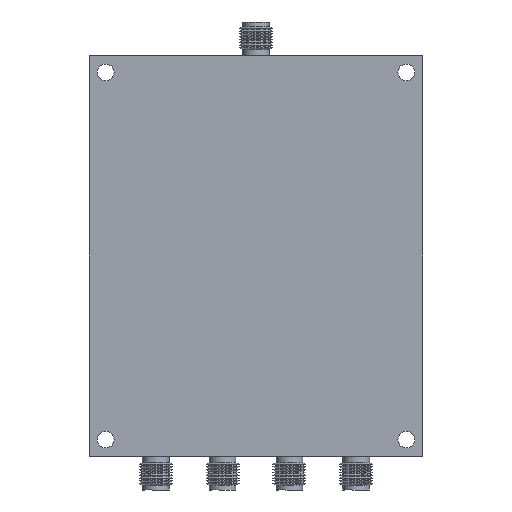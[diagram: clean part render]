
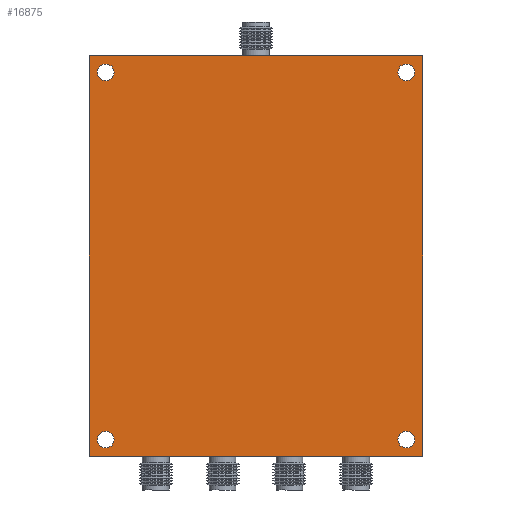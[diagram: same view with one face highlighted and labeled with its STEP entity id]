
A CAD part, front view. The second image highlights one B-rep face of the part: STEP entity #16875.
In plain terms, the highlighted planar face has unit normal (0, -1, 0).
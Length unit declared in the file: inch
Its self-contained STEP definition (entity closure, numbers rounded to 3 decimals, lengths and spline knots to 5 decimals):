
#143 = ORIENTED_EDGE ( 'NONE', *, *, #8644, .F. ) ;
#358 = EDGE_LOOP ( 'NONE', ( #21105, #29033 ) ) ;
#565 = DIRECTION ( 'NONE',  ( 0., 1., 0. ) ) ;
#575 = ORIENTED_EDGE ( 'NONE', *, *, #8489, .F. ) ;
#922 = VECTOR ( 'NONE', #36878, 39.37008 ) ;
#1319 = AXIS2_PLACEMENT_3D ( 'NONE', #30634, #34683, #14441 ) ;
#1484 = LINE ( 'NONE', #18803, #40952 ) ;
#1706 = DIRECTION ( 'NONE',  ( 0., 1., 0. ) ) ;
#2909 = ORIENTED_EDGE ( 'NONE', *, *, #32030, .F. ) ;
#3244 = CARTESIAN_POINT ( 'NONE',  ( -4.63364, -0.20057, 4.61616 ) ) ;
#3656 = ORIENTED_EDGE ( 'NONE', *, *, #28531, .T. ) ;
#4189 = EDGE_CURVE ( 'NONE', #17117, #14212, #30287, .T. ) ;
#4535 = CARTESIAN_POINT ( 'NONE',  ( -4.75864, -0.20057, 4.74116 ) ) ;
#4808 = FACE_BOUND ( 'NONE', #11377, .T. ) ;
#4815 = CARTESIAN_POINT ( 'NONE',  ( -2.38364, -0.20057, 4.55366 ) ) ;
#5007 = FACE_BOUND ( 'NONE', #28128, .T. ) ;
#5881 = DIRECTION ( 'NONE',  ( 0., 0., 1. ) ) ;
#5952 = ORIENTED_EDGE ( 'NONE', *, *, #6962, .T. ) ;
#6540 = VERTEX_POINT ( 'NONE', #24434 ) ;
#6962 = EDGE_CURVE ( 'NONE', #6540, #33424, #21009, .T. ) ;
#7207 = DIRECTION ( 'NONE',  ( 0., 0., 1. ) ) ;
#7721 = CARTESIAN_POINT ( 'NONE',  ( -4.63364, -0.20057, 4.67866 ) ) ;
#7757 = CARTESIAN_POINT ( 'NONE',  ( -4.63364, -0.20057, 4.55366 ) ) ;
#7765 = FACE_BOUND ( 'NONE', #36760, .T. ) ;
#8489 = EDGE_CURVE ( 'NONE', #34682, #20059, #1484, .T. ) ;
#8590 = CARTESIAN_POINT ( 'NONE',  ( -2.25864, -0.20057, 1.74116 ) ) ;
#8644 = EDGE_CURVE ( 'NONE', #14212, #34682, #39846, .T. ) ;
#8682 = DIRECTION ( 'NONE',  ( 0., 1., 0. ) ) ;
#8874 = EDGE_LOOP ( 'NONE', ( #2909, #575, #143, #13496 ) ) ;
#8885 = DIRECTION ( 'NONE',  ( 0., 1., 0. ) ) ;
#9015 = AXIS2_PLACEMENT_3D ( 'NONE', #39687, #33740, #39913 ) ;
#9934 = CARTESIAN_POINT ( 'NONE',  ( -2.38364, -0.20057, 4.61616 ) ) ;
#10216 = DIRECTION ( 'NONE',  ( 0., 0., -1. ) ) ;
#10435 = DIRECTION ( 'NONE',  ( 0., 1., 0. ) ) ;
#11321 = AXIS2_PLACEMENT_3D ( 'NONE', #17086, #10435, #7207 ) ;
#11377 = EDGE_LOOP ( 'NONE', ( #20287, #37140 ) ) ;
#11494 = EDGE_CURVE ( 'NONE', #40403, #34599, #36543, .T. ) ;
#12119 = CARTESIAN_POINT ( 'NONE',  ( -4.63364, -0.20057, 1.86616 ) ) ;
#12798 = CARTESIAN_POINT ( 'NONE',  ( -4.75864, -0.20057, 1.74116 ) ) ;
#12883 = DIRECTION ( 'NONE',  ( 0., 0., 1. ) ) ;
#13472 = CARTESIAN_POINT ( 'NONE',  ( -4.75864, -0.20057, 4.74116 ) ) ;
#13496 = ORIENTED_EDGE ( 'NONE', *, *, #4189, .F. ) ;
#13957 = ORIENTED_EDGE ( 'NONE', *, *, #37440, .T. ) ;
#14212 = VERTEX_POINT ( 'NONE', #39621 ) ;
#14441 = DIRECTION ( 'NONE',  ( 0., 0., -1. ) ) ;
#14765 = VERTEX_POINT ( 'NONE', #28565 ) ;
#15067 = FACE_OUTER_BOUND ( 'NONE', #8874, .T. ) ;
#15114 = DIRECTION ( 'NONE',  ( 0., 0., 1. ) ) ;
#15717 = EDGE_CURVE ( 'NONE', #34599, #40403, #40105, .T. ) ;
#16875 = ADVANCED_FACE ( 'NONE', ( #5007, #40422, #7765, #4808, #15067 ), #31275, .T. ) ;
#16937 = AXIS2_PLACEMENT_3D ( 'NONE', #30947, #1706, #38605 ) ;
#17047 = CARTESIAN_POINT ( 'NONE',  ( -4.63364, -0.20057, 4.61616 ) ) ;
#17051 = CARTESIAN_POINT ( 'NONE',  ( -4.63364, -0.20057, 1.80366 ) ) ;
#17066 = CARTESIAN_POINT ( 'NONE',  ( -2.25864, -0.20057, 4.74116 ) ) ;
#17086 = CARTESIAN_POINT ( 'NONE',  ( -4.63364, -0.20057, 1.86616 ) ) ;
#17117 = VERTEX_POINT ( 'NONE', #4535 ) ;
#18099 = CIRCLE ( 'NONE', #30295, 0.0625 ) ;
#18219 = CIRCLE ( 'NONE', #27029, 0.0625 ) ;
#18347 = CARTESIAN_POINT ( 'NONE',  ( -2.38364, -0.20057, 1.80366 ) ) ;
#18803 = CARTESIAN_POINT ( 'NONE',  ( -4.75864, -0.20057, 1.74116 ) ) ;
#19777 = DIRECTION ( 'NONE',  ( 0., 1., 0. ) ) ;
#20059 = VERTEX_POINT ( 'NONE', #12798 ) ;
#20287 = ORIENTED_EDGE ( 'NONE', *, *, #38216, .T. ) ;
#21009 = CIRCLE ( 'NONE', #16937, 0.0625 ) ;
#21087 = CARTESIAN_POINT ( 'NONE',  ( -4.75864, -0.20057, 4.74116 ) ) ;
#21105 = ORIENTED_EDGE ( 'NONE', *, *, #15717, .T. ) ;
#22155 = DIRECTION ( 'NONE',  ( -1., 0., 0. ) ) ;
#22628 = VECTOR ( 'NONE', #26440, 39.37008 ) ;
#23218 = VERTEX_POINT ( 'NONE', #18347 ) ;
#23837 = LINE ( 'NONE', #21087, #922 ) ;
#24434 = CARTESIAN_POINT ( 'NONE',  ( -2.38364, -0.20057, 4.67866 ) ) ;
#24669 = CARTESIAN_POINT ( 'NONE',  ( -2.38364, -0.20057, 1.86616 ) ) ;
#26440 = DIRECTION ( 'NONE',  ( 1., 0., 0. ) ) ;
#26959 = AXIS2_PLACEMENT_3D ( 'NONE', #3244, #32903, #12883 ) ;
#27029 = AXIS2_PLACEMENT_3D ( 'NONE', #24669, #8682, #15114 ) ;
#27311 = VECTOR ( 'NONE', #10216, 39.37008 ) ;
#27431 = CIRCLE ( 'NONE', #9015, 0.0625 ) ;
#27502 = VERTEX_POINT ( 'NONE', #32417 ) ;
#28128 = EDGE_LOOP ( 'NONE', ( #13957, #3656 ) ) ;
#28531 = EDGE_CURVE ( 'NONE', #31867, #27502, #29689, .T. ) ;
#28565 = CARTESIAN_POINT ( 'NONE',  ( -2.38364, -0.20057, 1.92866 ) ) ;
#28918 = DIRECTION ( 'NONE',  ( 0., 0., 1. ) ) ;
#29033 = ORIENTED_EDGE ( 'NONE', *, *, #11494, .T. ) ;
#29388 = ORIENTED_EDGE ( 'NONE', *, *, #35728, .T. ) ;
#29689 = CIRCLE ( 'NONE', #11321, 0.0625 ) ;
#29976 = EDGE_CURVE ( 'NONE', #23218, #14765, #27431, .T. ) ;
#30287 = LINE ( 'NONE', #13472, #22628 ) ;
#30295 = AXIS2_PLACEMENT_3D ( 'NONE', #12119, #8885, #5881 ) ;
#30568 = CIRCLE ( 'NONE', #31972, 0.0625 ) ;
#30634 = CARTESIAN_POINT ( 'NONE',  ( -4.75864, -0.20057, 4.74116 ) ) ;
#30947 = CARTESIAN_POINT ( 'NONE',  ( -2.38364, -0.20057, 4.61616 ) ) ;
#31275 = PLANE ( 'NONE',  #1319 ) ;
#31867 = VERTEX_POINT ( 'NONE', #17051 ) ;
#31972 = AXIS2_PLACEMENT_3D ( 'NONE', #9934, #19777, #28918 ) ;
#32030 = EDGE_CURVE ( 'NONE', #20059, #17117, #23837, .T. ) ;
#32417 = CARTESIAN_POINT ( 'NONE',  ( -4.63364, -0.20057, 1.92866 ) ) ;
#32903 = DIRECTION ( 'NONE',  ( 0., 1., 0. ) ) ;
#33424 = VERTEX_POINT ( 'NONE', #4815 ) ;
#33740 = DIRECTION ( 'NONE',  ( 0., 1., 0. ) ) ;
#34599 = VERTEX_POINT ( 'NONE', #7721 ) ;
#34678 = AXIS2_PLACEMENT_3D ( 'NONE', #17047, #565, #36654 ) ;
#34682 = VERTEX_POINT ( 'NONE', #8590 ) ;
#34683 = DIRECTION ( 'NONE',  ( 0., -1., 0. ) ) ;
#35728 = EDGE_CURVE ( 'NONE', #33424, #6540, #30568, .T. ) ;
#36543 = CIRCLE ( 'NONE', #26959, 0.0625 ) ;
#36654 = DIRECTION ( 'NONE',  ( 0., 0., 1. ) ) ;
#36760 = EDGE_LOOP ( 'NONE', ( #5952, #29388 ) ) ;
#36878 = DIRECTION ( 'NONE',  ( 0., 0., 1. ) ) ;
#37140 = ORIENTED_EDGE ( 'NONE', *, *, #29976, .T. ) ;
#37440 = EDGE_CURVE ( 'NONE', #27502, #31867, #18099, .T. ) ;
#38216 = EDGE_CURVE ( 'NONE', #14765, #23218, #18219, .T. ) ;
#38605 = DIRECTION ( 'NONE',  ( 0., 0., 1. ) ) ;
#39621 = CARTESIAN_POINT ( 'NONE',  ( -2.25864, -0.20057, 4.74116 ) ) ;
#39687 = CARTESIAN_POINT ( 'NONE',  ( -2.38364, -0.20057, 1.86616 ) ) ;
#39846 = LINE ( 'NONE', #17066, #27311 ) ;
#39913 = DIRECTION ( 'NONE',  ( 0., 0., 1. ) ) ;
#40105 = CIRCLE ( 'NONE', #34678, 0.0625 ) ;
#40403 = VERTEX_POINT ( 'NONE', #7757 ) ;
#40422 = FACE_BOUND ( 'NONE', #358, .T. ) ;
#40952 = VECTOR ( 'NONE', #22155, 39.37008 ) ;
